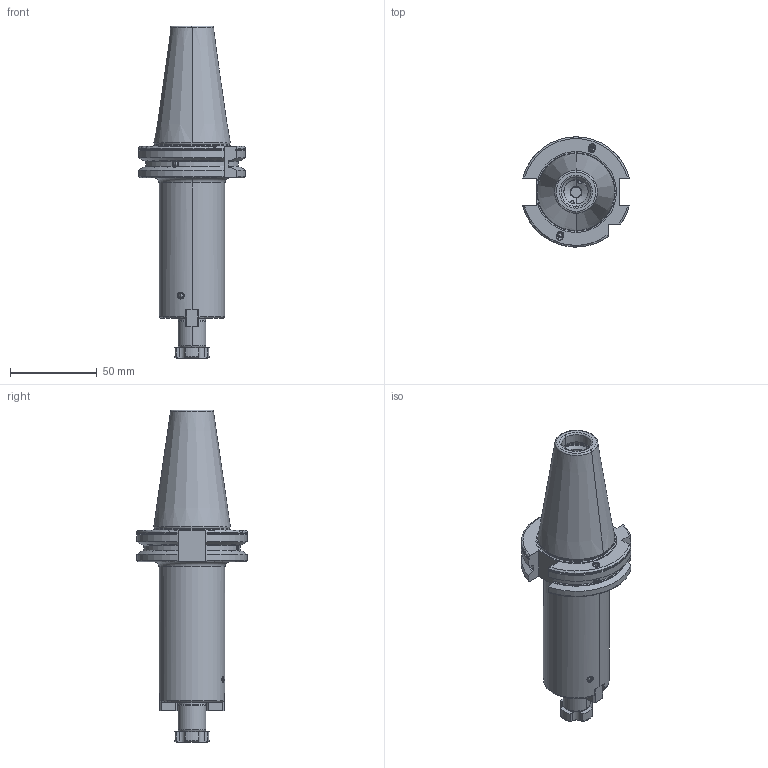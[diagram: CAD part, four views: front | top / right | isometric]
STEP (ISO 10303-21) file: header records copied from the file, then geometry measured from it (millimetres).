
FILE_DESCRIPTION((''),'2;1');
FILE_NAME('DC_403_11_16_1','2020-11-30T',('101107'),(''),'CREO PARAMETRIC BY PTC INC, 2016260','CREO PARAMETRIC BY PTC INC, 2016260','');
FILE_SCHEMA(('CONFIG_CONTROL_DESIGN'));
Length unit declared in the file: millimetre
Products named in the file (1): DC_403_11_16_1
Bounding box: 61.48 x 63.54 x 191.4 mm (x, y, z)
Volume: 188471.3 mm3; surface area: 38074.7 mm2
Topology: 1 solids, 17 shells, 511 faces, 1228 edges, 721 vertices
Faces by surface type: cone 178, cylinder 134, plane 122, torus 61, sphere 16
Entity records: 15621 total; most frequent: CARTESIAN_POINT 3761, DIRECTION 2600, ORIENTED_EDGE 2396, EDGE_CURVE 1198, AXIS2_PLACEMENT_3D 1039, VERTEX_POINT 721, EDGE_LOOP 543, CIRCLE 525
